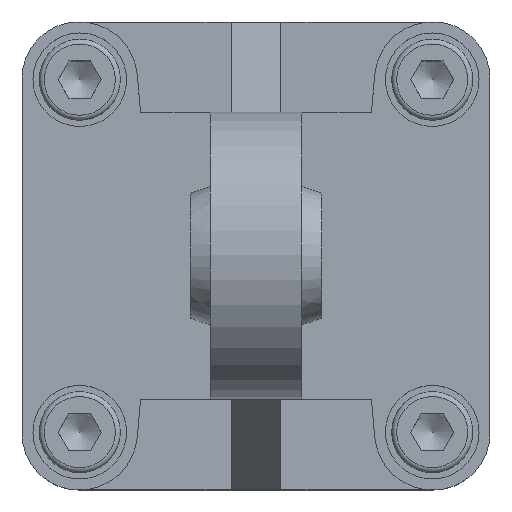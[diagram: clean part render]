
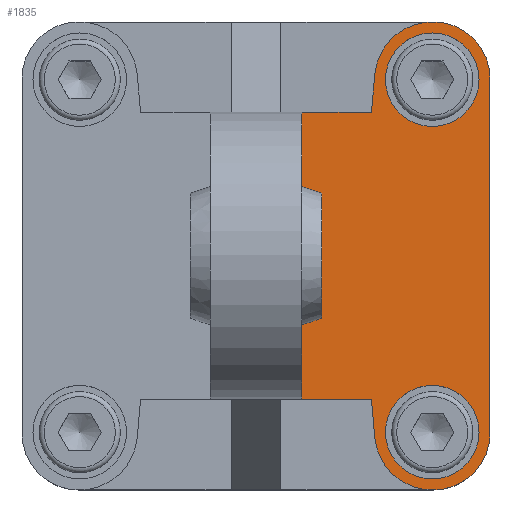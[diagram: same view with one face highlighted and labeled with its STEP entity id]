
A CAD part, top view. The second image highlights one B-rep face of the part: STEP entity #1835.
In plain terms, the highlighted planar face has unit normal (0, 0, 1).
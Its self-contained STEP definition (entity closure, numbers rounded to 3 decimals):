
#96=LINE('',#2991,#220);
#97=LINE('',#2995,#221);
#98=LINE('',#2999,#222);
#99=LINE('',#3001,#223);
#100=LINE('',#3003,#224);
#101=LINE('',#3005,#225);
#102=LINE('',#3007,#226);
#103=LINE('',#3010,#227);
#220=VECTOR('',#2385,57.);
#221=VECTOR('',#2388,0.25);
#222=VECTOR('',#2391,6.088);
#223=VECTOR('',#2392,11.2);
#224=VECTOR('',#2393,46.);
#225=VECTOR('',#2394,11.2);
#226=VECTOR('',#2395,6.088);
#227=VECTOR('',#2398,0.25);
#377=FACE_BOUND('',#624,.T.);
#378=FACE_BOUND('',#625,.T.);
#464=FACE_OUTER_BOUND('',#623,.T.);
#623=EDGE_LOOP('',(#1381,#1382,#1383,#1384,#1385,#1386,#1387,#1388,#1389,
#1390,#1391,#1392));
#624=EDGE_LOOP('',(#1393));
#625=EDGE_LOOP('',(#1394));
#717=CIRCLE('',#1984,7.5);
#719=CIRCLE('',#1987,7.5);
#731=CIRCLE('',#2008,9.);
#732=CIRCLE('',#2010,9.);
#733=CIRCLE('',#2011,9.25);
#734=CIRCLE('',#2012,9.25);
#841=VERTEX_POINT('',#2886);
#843=VERTEX_POINT('',#2891);
#855=VERTEX_POINT('',#2984);
#856=VERTEX_POINT('',#2985);
#857=VERTEX_POINT('',#2990);
#858=VERTEX_POINT('',#2992);
#859=VERTEX_POINT('',#2994);
#860=VERTEX_POINT('',#2996);
#861=VERTEX_POINT('',#2998);
#862=VERTEX_POINT('',#3000);
#863=VERTEX_POINT('',#3002);
#864=VERTEX_POINT('',#3004);
#865=VERTEX_POINT('',#3006);
#866=VERTEX_POINT('',#3008);
#1027=EDGE_CURVE('',#841,#841,#717,.T.);
#1029=EDGE_CURVE('',#843,#843,#719,.T.);
#1043=EDGE_CURVE('',#855,#856,#731,.T.);
#1046=EDGE_CURVE('',#857,#855,#96,.T.);
#1047=EDGE_CURVE('',#858,#857,#732,.T.);
#1048=EDGE_CURVE('',#859,#858,#97,.T.);
#1049=EDGE_CURVE('',#859,#860,#733,.T.);
#1050=EDGE_CURVE('',#860,#861,#98,.T.);
#1051=EDGE_CURVE('',#861,#862,#99,.T.);
#1052=EDGE_CURVE('',#862,#863,#100,.T.);
#1053=EDGE_CURVE('',#863,#864,#101,.T.);
#1054=EDGE_CURVE('',#864,#865,#102,.T.);
#1055=EDGE_CURVE('',#865,#866,#734,.T.);
#1056=EDGE_CURVE('',#856,#866,#103,.T.);
#1381=ORIENTED_EDGE('',*,*,#1043,.F.);
#1382=ORIENTED_EDGE('',*,*,#1046,.F.);
#1383=ORIENTED_EDGE('',*,*,#1047,.F.);
#1384=ORIENTED_EDGE('',*,*,#1048,.F.);
#1385=ORIENTED_EDGE('',*,*,#1049,.T.);
#1386=ORIENTED_EDGE('',*,*,#1050,.T.);
#1387=ORIENTED_EDGE('',*,*,#1051,.T.);
#1388=ORIENTED_EDGE('',*,*,#1052,.T.);
#1389=ORIENTED_EDGE('',*,*,#1053,.T.);
#1390=ORIENTED_EDGE('',*,*,#1054,.T.);
#1391=ORIENTED_EDGE('',*,*,#1055,.T.);
#1392=ORIENTED_EDGE('',*,*,#1056,.F.);
#1393=ORIENTED_EDGE('',*,*,#1027,.F.);
#1394=ORIENTED_EDGE('',*,*,#1029,.F.);
#1617=PLANE('',#2009);
#1835=ADVANCED_FACE('',(#464,#377,#378),#1617,.T.);
#1984=AXIS2_PLACEMENT_3D('',#2887,#2331,#2332);
#1987=AXIS2_PLACEMENT_3D('',#2892,#2337,#2338);
#2008=AXIS2_PLACEMENT_3D('',#2986,#2379,#2380);
#2009=AXIS2_PLACEMENT_3D('',#2989,#2383,#2384);
#2010=AXIS2_PLACEMENT_3D('',#2993,#2386,#2387);
#2011=AXIS2_PLACEMENT_3D('',#2997,#2389,#2390);
#2012=AXIS2_PLACEMENT_3D('',#3009,#2396,#2397);
#2331=DIRECTION('center_axis',(0.,0.,
1.));
#2332=DIRECTION('ref_axis',(-1.,0.,0.));
#2337=DIRECTION('center_axis',(0.,0.,
1.));
#2338=DIRECTION('ref_axis',(-1.,0.,0.));
#2379=DIRECTION('center_axis',(0.,0.,
-1.));
#2380=DIRECTION('ref_axis',(0.707,-0.707,0.));
#2383=DIRECTION('center_axis',(0.,0.,
1.));
#2384=DIRECTION('ref_axis',(1.,0.,0.));
#2385=DIRECTION('',(0.,-1.,0.));
#2386=DIRECTION('center_axis',(0.,0.,
-1.));
#2387=DIRECTION('ref_axis',(0.707,0.707,0.));
#2388=DIRECTION('',(1.,0.,0.));
#2389=DIRECTION('center_axis',(0.,0.,
1.));
#2390=DIRECTION('ref_axis',(0.,-1.,0.));
#2391=DIRECTION('',(-0.088,-0.996,0.));
#2392=DIRECTION('',(-1.,0.,0.));
#2393=DIRECTION('',(0.,-1.,0.));
#2394=DIRECTION('',(1.,0.,0.));
#2395=DIRECTION('',(0.088,-0.996,0.));
#2396=DIRECTION('center_axis',(0.,0.,
1.));
#2397=DIRECTION('ref_axis',(0.,1.,0.));
#2398=DIRECTION('',(-1.,0.,0.));
#2886=CARTESIAN_POINT('',(35.75,-28.25,12.));
#2887=CARTESIAN_POINT('Origin',(28.25,-28.25,12.));
#2891=CARTESIAN_POINT('',(35.75,28.25,12.));
#2892=CARTESIAN_POINT('Origin',(28.25,28.25,12.));
#2984=CARTESIAN_POINT('',(37.5,-28.5,12.));
#2985=CARTESIAN_POINT('',(28.5,-37.5,12.));
#2986=CARTESIAN_POINT('Origin',(28.5,-28.5,12.));
#2989=CARTESIAN_POINT('Origin',(0.,0.,
12.));
#2990=CARTESIAN_POINT('',(37.5,28.5,12.));
#2991=CARTESIAN_POINT('',(37.5,-37.5,12.));
#2992=CARTESIAN_POINT('',(28.5,37.5,12.));
#2993=CARTESIAN_POINT('Origin',(28.5,28.5,12.));
#2994=CARTESIAN_POINT('',(28.25,37.5,12.));
#2995=CARTESIAN_POINT('',(37.5,37.5,12.));
#2996=CARTESIAN_POINT('',(19.036,29.064,12.));
#2997=CARTESIAN_POINT('Origin',(28.25,28.25,12.));
#2998=CARTESIAN_POINT('',(18.5,23.,12.));
#2999=CARTESIAN_POINT('',(17.42,10.778,12.));
#3000=CARTESIAN_POINT('',(7.3,23.,12.));
#3001=CARTESIAN_POINT('',(-9.25,23.,12.));
#3002=CARTESIAN_POINT('',(7.3,-23.,12.));
#3003=CARTESIAN_POINT('',(7.3,0.,12.));
#3004=CARTESIAN_POINT('',(18.5,-23.,12.));
#3005=CARTESIAN_POINT('',(-9.25,-23.,12.));
#3006=CARTESIAN_POINT('',(19.036,-29.064,12.));
#3007=CARTESIAN_POINT('',(17.42,-10.778,12.));
#3008=CARTESIAN_POINT('',(28.25,-37.5,12.));
#3009=CARTESIAN_POINT('Origin',(28.25,-28.25,12.));
#3010=CARTESIAN_POINT('',(-37.5,-37.5,12.));
